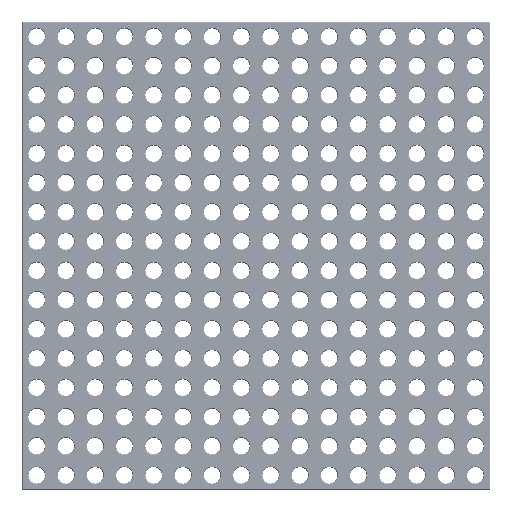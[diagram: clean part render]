
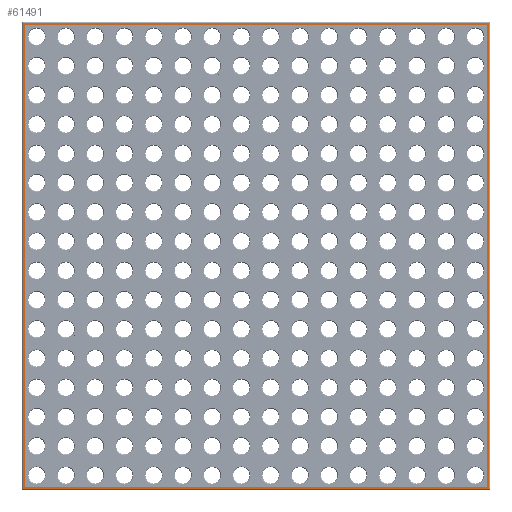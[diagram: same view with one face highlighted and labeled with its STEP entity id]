
A CAD part, top view. The second image highlights one B-rep face of the part: STEP entity #61491.
In plain terms, the highlighted planar face has unit normal (0, 0, 1).
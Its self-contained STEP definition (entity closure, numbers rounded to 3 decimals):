
#100 = PLANE('',#101);
#101 = AXIS2_PLACEMENT_3D('',#102,#103,#104);
#102 = CARTESIAN_POINT('',(-6.25,193.6,2.975));
#103 = DIRECTION('',(0.,0.707,0.707));
#104 = DIRECTION('',(-1.,0.,0.));
#10797 = PLANE('',#10798);
#10798 = AXIS2_PLACEMENT_3D('',#10799,#10800,#10801);
#10799 = CARTESIAN_POINT('',(193.6,193.75,2.975));
#10800 = DIRECTION('',(0.707,0.,0.707
    ));
#10801 = DIRECTION('',(0.,1.,0.));
#12519 = VERTEX_POINT('',#12520);
#12520 = CARTESIAN_POINT('',(-5.95,193.45,3.125));
#12534 = PLANE('',#12535);
#12535 = AXIS2_PLACEMENT_3D('',#12536,#12537,#12538);
#12536 = CARTESIAN_POINT('',(-6.1,-6.25,2.975));
#12537 = DIRECTION('',(-0.707,0.,
    0.707));
#12538 = DIRECTION('',(0.,-1.,0.));
#12548 = VERTEX_POINT('',#12549);
#12549 = CARTESIAN_POINT('',(193.45,193.45,3.125));
#12570 = EDGE_CURVE('',#12519,#12548,#12571,.T.);
#12571 = SURFACE_CURVE('',#12572,(#12576,#12583),.PCURVE_S1.);
#12572 = LINE('',#12573,#12574);
#12573 = CARTESIAN_POINT('',(-6.25,193.45,3.125));
#12574 = VECTOR('',#12575,1.);
#12575 = DIRECTION('',(1.,0.,0.));
#12576 = PCURVE('',#100,#12577);
#12577 = DEFINITIONAL_REPRESENTATION('',(#12578),#12582);
#12578 = LINE('',#12579,#12580);
#12579 = CARTESIAN_POINT('',(0.,0.212));
#12580 = VECTOR('',#12581,1.);
#12581 = DIRECTION('',(-1.,0.));
#12582 = ( GEOMETRIC_REPRESENTATION_CONTEXT(2) 
PARAMETRIC_REPRESENTATION_CONTEXT() REPRESENTATION_CONTEXT('2D SPACE',''
  ) );
#12583 = PCURVE('',#12584,#12589);
#12584 = PLANE('',#12585);
#12585 = AXIS2_PLACEMENT_3D('',#12586,#12587,#12588);
#12586 = CARTESIAN_POINT('',(93.75,93.75,3.125));
#12587 = DIRECTION('',(0.,0.,1.));
#12588 = DIRECTION('',(1.,0.,0.));
#12589 = DEFINITIONAL_REPRESENTATION('',(#12590),#12594);
#12590 = LINE('',#12591,#12592);
#12591 = CARTESIAN_POINT('',(-100.,99.7));
#12592 = VECTOR('',#12593,1.);
#12593 = DIRECTION('',(1.,0.));
#12594 = ( GEOMETRIC_REPRESENTATION_CONTEXT(2) 
PARAMETRIC_REPRESENTATION_CONTEXT() REPRESENTATION_CONTEXT('2D SPACE',''
  ) );
#59928 = PLANE('',#59929);
#59929 = AXIS2_PLACEMENT_3D('',#59930,#59931,#59932);
#59930 = CARTESIAN_POINT('',(193.75,-6.1,2.975));
#59931 = DIRECTION('',(0.,-0.707,
    0.707));
#59932 = DIRECTION('',(-1.,0.,0.));
#61400 = VERTEX_POINT('',#61401);
#61401 = CARTESIAN_POINT('',(193.45,-5.95,3.125));
#61422 = EDGE_CURVE('',#12548,#61400,#61423,.T.);
#61423 = SURFACE_CURVE('',#61424,(#61428,#61435),.PCURVE_S1.);
#61424 = LINE('',#61425,#61426);
#61425 = CARTESIAN_POINT('',(193.45,193.75,3.125));
#61426 = VECTOR('',#61427,1.);
#61427 = DIRECTION('',(0.,-1.,0.));
#61428 = PCURVE('',#10797,#61429);
#61429 = DEFINITIONAL_REPRESENTATION('',(#61430),#61434);
#61430 = LINE('',#61431,#61432);
#61431 = CARTESIAN_POINT('',(0.,0.212));
#61432 = VECTOR('',#61433,1.);
#61433 = DIRECTION('',(-1.,0.));
#61434 = ( GEOMETRIC_REPRESENTATION_CONTEXT(2) 
PARAMETRIC_REPRESENTATION_CONTEXT() REPRESENTATION_CONTEXT('2D SPACE',''
  ) );
#61435 = PCURVE('',#12584,#61436);
#61436 = DEFINITIONAL_REPRESENTATION('',(#61437),#61441);
#61437 = LINE('',#61438,#61439);
#61438 = CARTESIAN_POINT('',(99.7,100.));
#61439 = VECTOR('',#61440,1.);
#61440 = DIRECTION('',(0.,-1.));
#61441 = ( GEOMETRIC_REPRESENTATION_CONTEXT(2) 
PARAMETRIC_REPRESENTATION_CONTEXT() REPRESENTATION_CONTEXT('2D SPACE',''
  ) );
#61447 = VERTEX_POINT('',#61448);
#61448 = CARTESIAN_POINT('',(-5.95,-5.95,3.125));
#61471 = EDGE_CURVE('',#61447,#12519,#61472,.T.);
#61472 = SURFACE_CURVE('',#61473,(#61477,#61484),.PCURVE_S1.);
#61473 = LINE('',#61474,#61475);
#61474 = CARTESIAN_POINT('',(-5.95,-6.25,3.125));
#61475 = VECTOR('',#61476,1.);
#61476 = DIRECTION('',(0.,1.,0.));
#61477 = PCURVE('',#12534,#61478);
#61478 = DEFINITIONAL_REPRESENTATION('',(#61479),#61483);
#61479 = LINE('',#61480,#61481);
#61480 = CARTESIAN_POINT('',(0.,0.212));
#61481 = VECTOR('',#61482,1.);
#61482 = DIRECTION('',(-1.,0.));
#61483 = ( GEOMETRIC_REPRESENTATION_CONTEXT(2) 
PARAMETRIC_REPRESENTATION_CONTEXT() REPRESENTATION_CONTEXT('2D SPACE',''
  ) );
#61484 = PCURVE('',#12584,#61485);
#61485 = DEFINITIONAL_REPRESENTATION('',(#61486),#61490);
#61486 = LINE('',#61487,#61488);
#61487 = CARTESIAN_POINT('',(-99.7,-100.));
#61488 = VECTOR('',#61489,1.);
#61489 = DIRECTION('',(0.,1.));
#61490 = ( GEOMETRIC_REPRESENTATION_CONTEXT(2) 
PARAMETRIC_REPRESENTATION_CONTEXT() REPRESENTATION_CONTEXT('2D SPACE',''
  ) );
#61491 = ADVANCED_FACE('',(#61492,#61518),#12584,.T.);
#61492 = FACE_BOUND('',#61493,.T.);
#61493 = EDGE_LOOP('',(#61494,#61515,#61516,#61517));
#61494 = ORIENTED_EDGE('',*,*,#61495,.F.);
#61495 = EDGE_CURVE('',#61400,#61447,#61496,.T.);
#61496 = SURFACE_CURVE('',#61497,(#61501,#61508),.PCURVE_S1.);
#61497 = LINE('',#61498,#61499);
#61498 = CARTESIAN_POINT('',(193.75,-5.95,3.125));
#61499 = VECTOR('',#61500,1.);
#61500 = DIRECTION('',(-1.,0.,0.));
#61501 = PCURVE('',#12584,#61502);
#61502 = DEFINITIONAL_REPRESENTATION('',(#61503),#61507);
#61503 = LINE('',#61504,#61505);
#61504 = CARTESIAN_POINT('',(100.,-99.7));
#61505 = VECTOR('',#61506,1.);
#61506 = DIRECTION('',(-1.,0.));
#61507 = ( GEOMETRIC_REPRESENTATION_CONTEXT(2) 
PARAMETRIC_REPRESENTATION_CONTEXT() REPRESENTATION_CONTEXT('2D SPACE',''
  ) );
#61508 = PCURVE('',#59928,#61509);
#61509 = DEFINITIONAL_REPRESENTATION('',(#61510),#61514);
#61510 = LINE('',#61511,#61512);
#61511 = CARTESIAN_POINT('',(0.,-0.212));
#61512 = VECTOR('',#61513,1.);
#61513 = DIRECTION('',(1.,0.));
#61514 = ( GEOMETRIC_REPRESENTATION_CONTEXT(2) 
PARAMETRIC_REPRESENTATION_CONTEXT() REPRESENTATION_CONTEXT('2D SPACE',''
  ) );
#61515 = ORIENTED_EDGE('',*,*,#61422,.F.);
#61516 = ORIENTED_EDGE('',*,*,#12570,.F.);
#61517 = ORIENTED_EDGE('',*,*,#61471,.F.);
#61518 = FACE_BOUND('',#61519,.T.);
#61519 = EDGE_LOOP('',(#61520,#61550,#61578,#61606));
#61520 = ORIENTED_EDGE('',*,*,#61521,.T.);
#61521 = EDGE_CURVE('',#61522,#61524,#61526,.T.);
#61522 = VERTEX_POINT('',#61523);
#61523 = CARTESIAN_POINT('',(-5.15,-5.15,3.125));
#61524 = VERTEX_POINT('',#61525);
#61525 = CARTESIAN_POINT('',(-5.15,192.65,3.125));
#61526 = SURFACE_CURVE('',#61527,(#61531,#61538),.PCURVE_S1.);
#61527 = LINE('',#61528,#61529);
#61528 = CARTESIAN_POINT('',(-5.15,-5.15,3.125));
#61529 = VECTOR('',#61530,1.);
#61530 = DIRECTION('',(0.,1.,0.));
#61531 = PCURVE('',#12584,#61532);
#61532 = DEFINITIONAL_REPRESENTATION('',(#61533),#61537);
#61533 = LINE('',#61534,#61535);
#61534 = CARTESIAN_POINT('',(-98.9,-98.9));
#61535 = VECTOR('',#61536,1.);
#61536 = DIRECTION('',(0.,1.));
#61537 = ( GEOMETRIC_REPRESENTATION_CONTEXT(2) 
PARAMETRIC_REPRESENTATION_CONTEXT() REPRESENTATION_CONTEXT('2D SPACE',''
  ) );
#61538 = PCURVE('',#61539,#61544);
#61539 = PLANE('',#61540);
#61540 = AXIS2_PLACEMENT_3D('',#61541,#61542,#61543);
#61541 = CARTESIAN_POINT('',(-5.15,-5.15,3.125));
#61542 = DIRECTION('',(1.,0.,0.));
#61543 = DIRECTION('',(0.,1.,0.));
#61544 = DEFINITIONAL_REPRESENTATION('',(#61545),#61549);
#61545 = LINE('',#61546,#61547);
#61546 = CARTESIAN_POINT('',(0.,0.));
#61547 = VECTOR('',#61548,1.);
#61548 = DIRECTION('',(1.,0.));
#61549 = ( GEOMETRIC_REPRESENTATION_CONTEXT(2) 
PARAMETRIC_REPRESENTATION_CONTEXT() REPRESENTATION_CONTEXT('2D SPACE',''
  ) );
#61550 = ORIENTED_EDGE('',*,*,#61551,.T.);
#61551 = EDGE_CURVE('',#61524,#61552,#61554,.T.);
#61552 = VERTEX_POINT('',#61553);
#61553 = CARTESIAN_POINT('',(192.65,192.65,3.125));
#61554 = SURFACE_CURVE('',#61555,(#61559,#61566),.PCURVE_S1.);
#61555 = LINE('',#61556,#61557);
#61556 = CARTESIAN_POINT('',(-5.15,192.65,3.125));
#61557 = VECTOR('',#61558,1.);
#61558 = DIRECTION('',(1.,0.,0.));
#61559 = PCURVE('',#12584,#61560);
#61560 = DEFINITIONAL_REPRESENTATION('',(#61561),#61565);
#61561 = LINE('',#61562,#61563);
#61562 = CARTESIAN_POINT('',(-98.9,98.9));
#61563 = VECTOR('',#61564,1.);
#61564 = DIRECTION('',(1.,0.));
#61565 = ( GEOMETRIC_REPRESENTATION_CONTEXT(2) 
PARAMETRIC_REPRESENTATION_CONTEXT() REPRESENTATION_CONTEXT('2D SPACE',''
  ) );
#61566 = PCURVE('',#61567,#61572);
#61567 = PLANE('',#61568);
#61568 = AXIS2_PLACEMENT_3D('',#61569,#61570,#61571);
#61569 = CARTESIAN_POINT('',(-5.15,192.65,3.125));
#61570 = DIRECTION('',(0.,-1.,0.));
#61571 = DIRECTION('',(1.,0.,0.));
#61572 = DEFINITIONAL_REPRESENTATION('',(#61573),#61577);
#61573 = LINE('',#61574,#61575);
#61574 = CARTESIAN_POINT('',(0.,0.));
#61575 = VECTOR('',#61576,1.);
#61576 = DIRECTION('',(1.,0.));
#61577 = ( GEOMETRIC_REPRESENTATION_CONTEXT(2) 
PARAMETRIC_REPRESENTATION_CONTEXT() REPRESENTATION_CONTEXT('2D SPACE',''
  ) );
#61578 = ORIENTED_EDGE('',*,*,#61579,.T.);
#61579 = EDGE_CURVE('',#61552,#61580,#61582,.T.);
#61580 = VERTEX_POINT('',#61581);
#61581 = CARTESIAN_POINT('',(192.65,-5.15,3.125));
#61582 = SURFACE_CURVE('',#61583,(#61587,#61594),.PCURVE_S1.);
#61583 = LINE('',#61584,#61585);
#61584 = CARTESIAN_POINT('',(192.65,192.65,3.125));
#61585 = VECTOR('',#61586,1.);
#61586 = DIRECTION('',(0.,-1.,0.));
#61587 = PCURVE('',#12584,#61588);
#61588 = DEFINITIONAL_REPRESENTATION('',(#61589),#61593);
#61589 = LINE('',#61590,#61591);
#61590 = CARTESIAN_POINT('',(98.9,98.9));
#61591 = VECTOR('',#61592,1.);
#61592 = DIRECTION('',(0.,-1.));
#61593 = ( GEOMETRIC_REPRESENTATION_CONTEXT(2) 
PARAMETRIC_REPRESENTATION_CONTEXT() REPRESENTATION_CONTEXT('2D SPACE',''
  ) );
#61594 = PCURVE('',#61595,#61600);
#61595 = PLANE('',#61596);
#61596 = AXIS2_PLACEMENT_3D('',#61597,#61598,#61599);
#61597 = CARTESIAN_POINT('',(192.65,192.65,3.125));
#61598 = DIRECTION('',(-1.,0.,0.));
#61599 = DIRECTION('',(0.,-1.,0.));
#61600 = DEFINITIONAL_REPRESENTATION('',(#61601),#61605);
#61601 = LINE('',#61602,#61603);
#61602 = CARTESIAN_POINT('',(0.,0.));
#61603 = VECTOR('',#61604,1.);
#61604 = DIRECTION('',(1.,0.));
#61605 = ( GEOMETRIC_REPRESENTATION_CONTEXT(2) 
PARAMETRIC_REPRESENTATION_CONTEXT() REPRESENTATION_CONTEXT('2D SPACE',''
  ) );
#61606 = ORIENTED_EDGE('',*,*,#61607,.T.);
#61607 = EDGE_CURVE('',#61580,#61522,#61608,.T.);
#61608 = SURFACE_CURVE('',#61609,(#61613,#61620),.PCURVE_S1.);
#61609 = LINE('',#61610,#61611);
#61610 = CARTESIAN_POINT('',(192.65,-5.15,3.125));
#61611 = VECTOR('',#61612,1.);
#61612 = DIRECTION('',(-1.,0.,0.));
#61613 = PCURVE('',#12584,#61614);
#61614 = DEFINITIONAL_REPRESENTATION('',(#61615),#61619);
#61615 = LINE('',#61616,#61617);
#61616 = CARTESIAN_POINT('',(98.9,-98.9));
#61617 = VECTOR('',#61618,1.);
#61618 = DIRECTION('',(-1.,0.));
#61619 = ( GEOMETRIC_REPRESENTATION_CONTEXT(2) 
PARAMETRIC_REPRESENTATION_CONTEXT() REPRESENTATION_CONTEXT('2D SPACE',''
  ) );
#61620 = PCURVE('',#61621,#61626);
#61621 = PLANE('',#61622);
#61622 = AXIS2_PLACEMENT_3D('',#61623,#61624,#61625);
#61623 = CARTESIAN_POINT('',(192.65,-5.15,3.125));
#61624 = DIRECTION('',(0.,1.,0.));
#61625 = DIRECTION('',(-1.,0.,0.));
#61626 = DEFINITIONAL_REPRESENTATION('',(#61627),#61631);
#61627 = LINE('',#61628,#61629);
#61628 = CARTESIAN_POINT('',(0.,0.));
#61629 = VECTOR('',#61630,1.);
#61630 = DIRECTION('',(1.,0.));
#61631 = ( GEOMETRIC_REPRESENTATION_CONTEXT(2) 
PARAMETRIC_REPRESENTATION_CONTEXT() REPRESENTATION_CONTEXT('2D SPACE',''
  ) );
